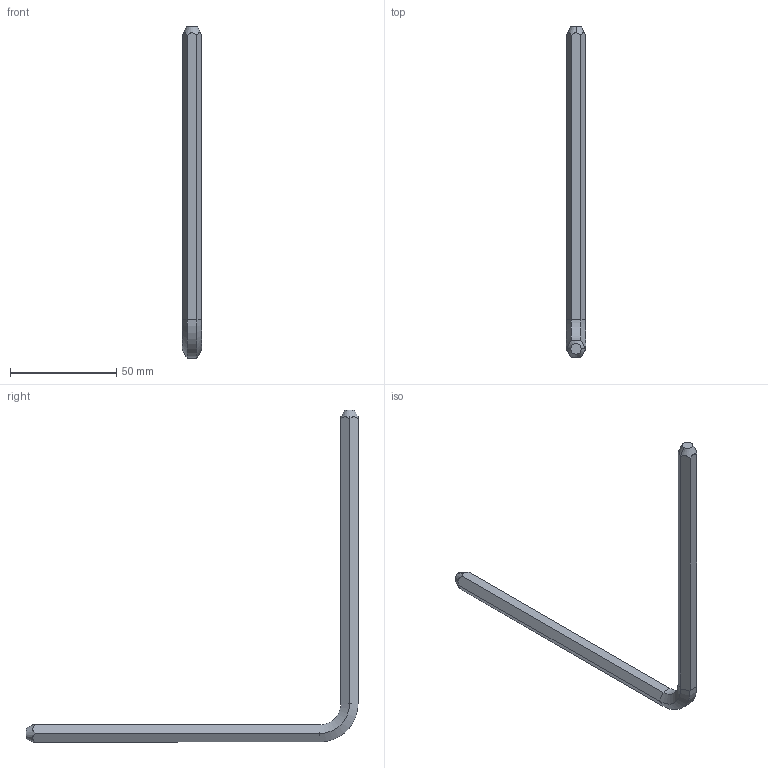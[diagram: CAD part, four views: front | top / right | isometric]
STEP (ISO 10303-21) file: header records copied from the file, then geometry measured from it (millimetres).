
FILE_DESCRIPTION (( 'STEP AP203' ), '1' );
FILE_NAME ('FC-743.STEP', '2009-08-10T05:50:17', ( ' ' ), ( ' ' ), 'SwSTEP 2.0', 'SolidWorks 2007', '' );
FILE_SCHEMA (( 'CONFIG_CONTROL_DESIGN' ));
Length unit declared in the file: millimetre
Products named in the file (1): FC-743
Bounding box: 9.24 x 156 x 156 mm (x, y, z)
Volume: 16374.4 mm3; surface area: 8263.9 mm2
Topology: 1 solids, 1 shells, 24 faces, 52 edges, 30 vertices
Faces by surface type: plane 14, cone 8, cylinder 2
Entity records: 873 total; most frequent: CARTESIAN_POINT 297, ORIENTED_EDGE 104, DIRECTION 98, EDGE_CURVE 52, AXIS2_PLACEMENT_3D 35, VERTEX_POINT 30, VECTOR 28, LINE 28
